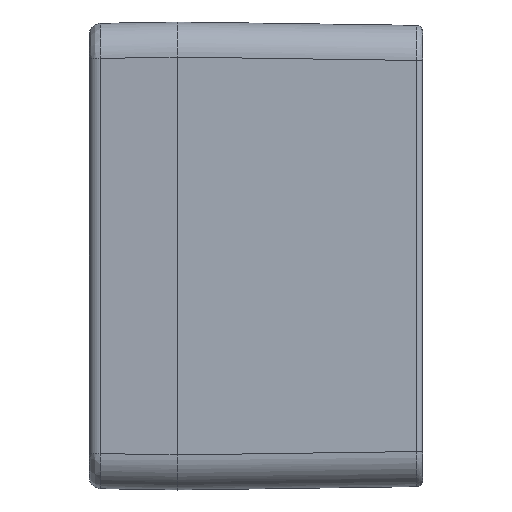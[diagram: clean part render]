
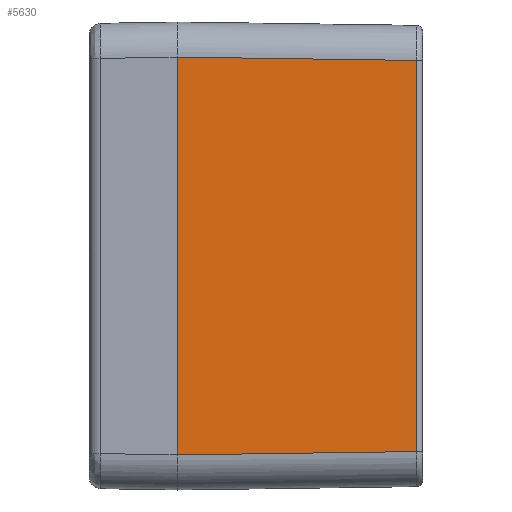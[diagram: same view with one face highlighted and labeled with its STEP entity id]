
A CAD part, left-side view. The second image highlights one B-rep face of the part: STEP entity #5630.
In plain terms, the highlighted planar face has unit normal (-1, -0.014, 0).
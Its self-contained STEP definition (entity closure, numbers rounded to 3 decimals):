
#529=CARTESIAN_POINT('',(-87.5,42.,34.001));
#540=DIRECTION('',(0.,0.,1.));
#541=VECTOR('',#540,68.001);
#542=CARTESIAN_POINT('',(-87.5,42.,-34.001));
#543=LINE('',#542,#541);
#553=CARTESIAN_POINT('',(-87.5,42.,-34.001));
#2686=DIRECTION('',(0.,0.,-1.));
#2687=VECTOR('',#2686,66.856);
#2688=CARTESIAN_POINT('',(-86.927,0.986,
33.428));
#2689=LINE('',#2688,#2687);
#2693=DIRECTION('',(0.014,-1.,0.014));
#2694=VECTOR('',#2693,41.022);
#2695=CARTESIAN_POINT('',(-87.5,42.,-34.001));
#2696=LINE('',#2695,#2694);
#2700=DIRECTION('',(0.014,-1.,-0.014));
#2701=VECTOR('',#2700,41.022);
#2702=CARTESIAN_POINT('',(-87.5,42.,34.001));
#2703=LINE('',#2702,#2701);
#2716=CARTESIAN_POINT('',(-86.927,0.986,
33.428));
#2800=VERTEX_POINT('',#529);
#2803=VERTEX_POINT('',#553);
#2815=VERTEX_POINT('',#2716);
#2818=CARTESIAN_POINT('',(-86.927,0.986,
-33.428));
#2819=VERTEX_POINT('',#2818);
#5618=CARTESIAN_POINT('',(-87.5,42.,-43.54));
#5619=DIRECTION('',(-1.,-0.014,0.));
#5620=DIRECTION('',(0.,0.,1.));
#5621=AXIS2_PLACEMENT_3D('',#5618,#5619,#5620);
#5622=PLANE('',#5621);
#5623=ORIENTED_EDGE('',*,*,#5433,.T.);
#5624=ORIENTED_EDGE('',*,*,#5613,.F.);
#5625=ORIENTED_EDGE('',*,*,#3294,.T.);
#5627=ORIENTED_EDGE('',*,*,#5626,.T.);
#5628=EDGE_LOOP('',(#5623,#5624,#5625,#5627));
#5629=FACE_OUTER_BOUND('',#5628,.F.);
#5630=ADVANCED_FACE('',(#5629),#5622,.T.);
#3294=EDGE_CURVE('',#2803,#2800,#543,.T.);
#5433=EDGE_CURVE('',#2815,#2819,#2689,.T.);
#5613=EDGE_CURVE('',#2803,#2819,#2696,.T.);
#5626=EDGE_CURVE('',#2800,#2815,#2703,.T.);
